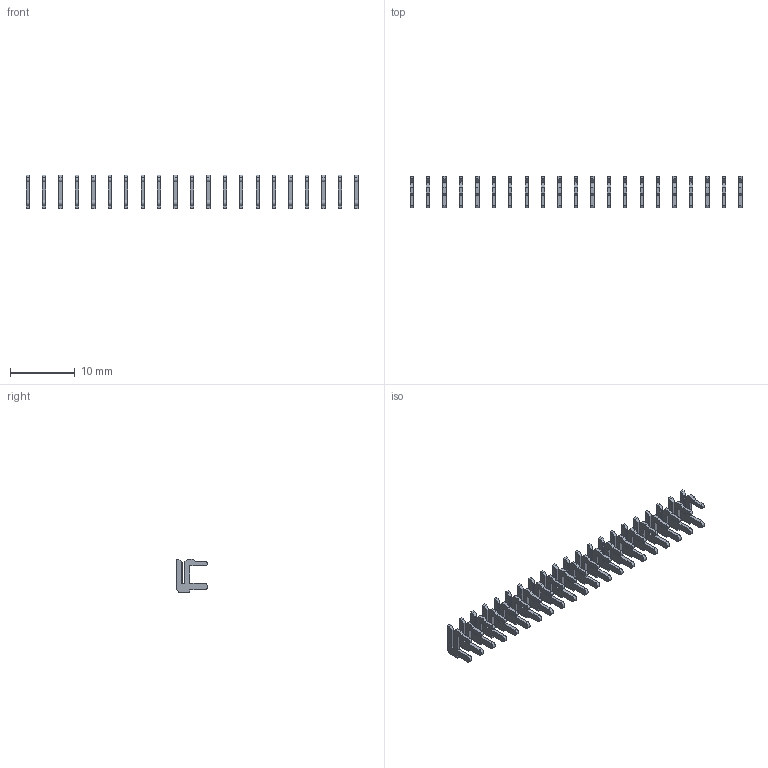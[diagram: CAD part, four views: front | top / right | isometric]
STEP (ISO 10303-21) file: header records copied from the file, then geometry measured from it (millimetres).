
FILE_DESCRIPTION (( 'STEP AP203' ), '1' );
FILE_NAME ('105-021-208-100.STEP', '2020-04-07T23:00:50', ( '' ), ( '' ), 'SwSTEP 2.0', 'SolidWorks 2016', '' );
FILE_SCHEMA (( 'CONFIG_CONTROL_DESIGN' ));
Length unit declared in the file: inch
Products named in the file (2): 105-021-208-100; 100-290-001_100-290-208
Assembly tree (21 placements, depth 2):
  105-021-208-100
    100-290-001_100-290-208  x21
Bounding box: 51.31 x 4.83 x 5.17 mm (x, y, z)
Volume: 144.5 mm3; surface area: 892.4 mm2
Topology: 21 solids, 21 shells, 525 faces, 1449 edges, 966 vertices
Faces by surface type: plane 462, cylinder 63
Entity records: 1629 total; most frequent: DIRECTION 173, CARTESIAN_POINT 164, ORIENTED_EDGE 138, EDGE_CURVE 69, VECTOR 63, LINE 63, AXIS2_PLACEMENT_3D 55, COORDINATED_UNIVERSAL_TIME_OFFSET 52
